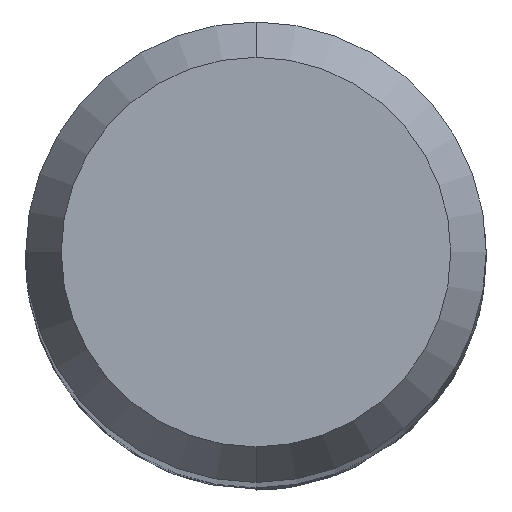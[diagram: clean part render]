
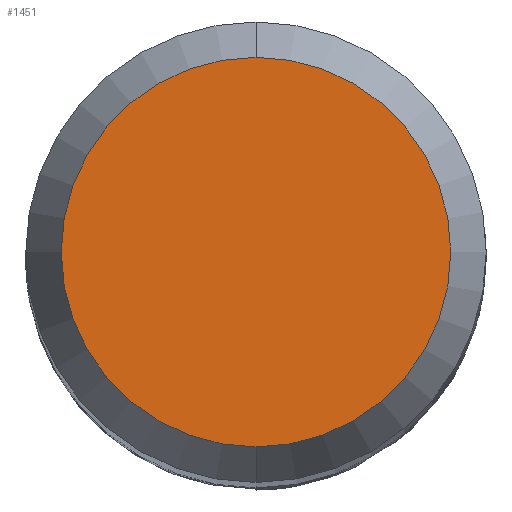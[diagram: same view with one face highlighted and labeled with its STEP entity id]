
A CAD part, top view. The second image highlights one B-rep face of the part: STEP entity #1451.
In plain terms, the highlighted planar face has unit normal (0, 0, 1).
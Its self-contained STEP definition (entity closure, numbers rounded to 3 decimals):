
#687=VERTEX_POINT('',#1697);
#1127=EDGE_CURVE('',#1357,#687,#2182,.T.);
#1293=EDGE_CURVE('',#687,#1357,#2368,.T.);
#1357=VERTEX_POINT('',#2437);
#1451=ADVANCED_FACE('',(#2537),#2538,.T.);
#1697=CARTESIAN_POINT('',(0.0,2.538,0.0));
#2182=CIRCLE('',#5451,2.538);
#2368=CIRCLE('',#6287,2.538);
#2437=CARTESIAN_POINT('',(0.,-2.538,0.0));
#2537=FACE_OUTER_BOUND('',#7399,.T.);
#2538=PLANE('',#7400);
#5451=AXIS2_PLACEMENT_3D('',#8410,#8411,#8412);
#6287=AXIS2_PLACEMENT_3D('',#8687,#8688,#8689);
#7399=EDGE_LOOP('',(#8850,#8851));
#7400=AXIS2_PLACEMENT_3D('',#8852,#8853,#8854);
#8410=CARTESIAN_POINT('',(0.0,0.0,0.0));
#8411=DIRECTION('',(0.0,0.0,-1.0));
#8412=DIRECTION('',(0.0,1.0,0.0));
#8687=CARTESIAN_POINT('',(0.0,0.0,0.0));
#8688=DIRECTION('',(0.0,0.0,-1.0));
#8689=DIRECTION('',(0.0,1.0,0.0));
#8850=ORIENTED_EDGE('',*,*,#1293,.F.);
#8851=ORIENTED_EDGE('',*,*,#1127,.F.);
#8852=CARTESIAN_POINT('',(0.0,1.269,0.0));
#8853=DIRECTION('',(-0.0,0.0,1.0));
#8854=DIRECTION('',(0.0,-1.0,0.0));
